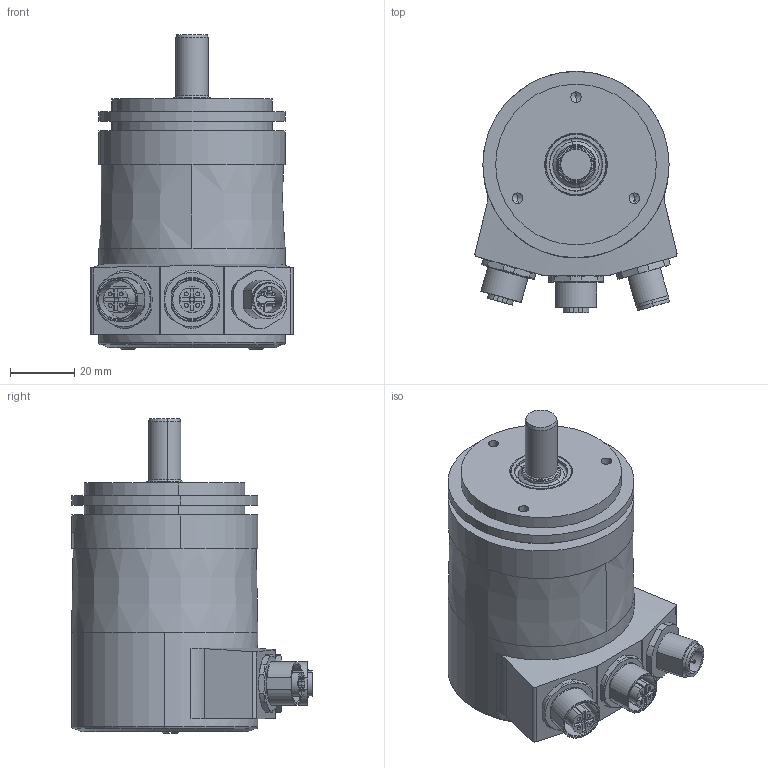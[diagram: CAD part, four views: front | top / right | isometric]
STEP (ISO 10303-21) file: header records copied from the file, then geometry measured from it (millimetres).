
FILE_DESCRIPTION((''),'2;1');
FILE_NAME('810329','2011-11-29T',('se2930'),(''),'PRO/ENGINEER BY PARAMETRIC TECHNOLOGY CORPORATION, 2010180','PRO/ENGINEER BY PARAMETRIC TECHNOLOGY CORPORATION, 2010180','');
FILE_SCHEMA(('CONFIG_CONTROL_DESIGN','SHAPE_APPEARANCE_LAYERS_GROUPS'));
Length unit declared in the file: millimetre
Products named in the file (1): 810329
Bounding box: 62.91 x 75 x 98 mm (x, y, z)
Volume: 89530.9 mm3; surface area: 55482 mm2
Topology: 2 solids, 2 shells, 943 faces, 2448 edges, 1580 vertices
Faces by surface type: plane 364, cylinder 352, cone 173, torus 50, sphere 4
Entity records: 34842 total; most frequent: CARTESIAN_POINT 6451, DIRECTION 5098, ORIENTED_EDGE 4848, EDGE_CURVE 2424, AXIS2_PLACEMENT_3D 1996, VERTEX_POINT 1580, VECTOR 1106, LINE 1106
